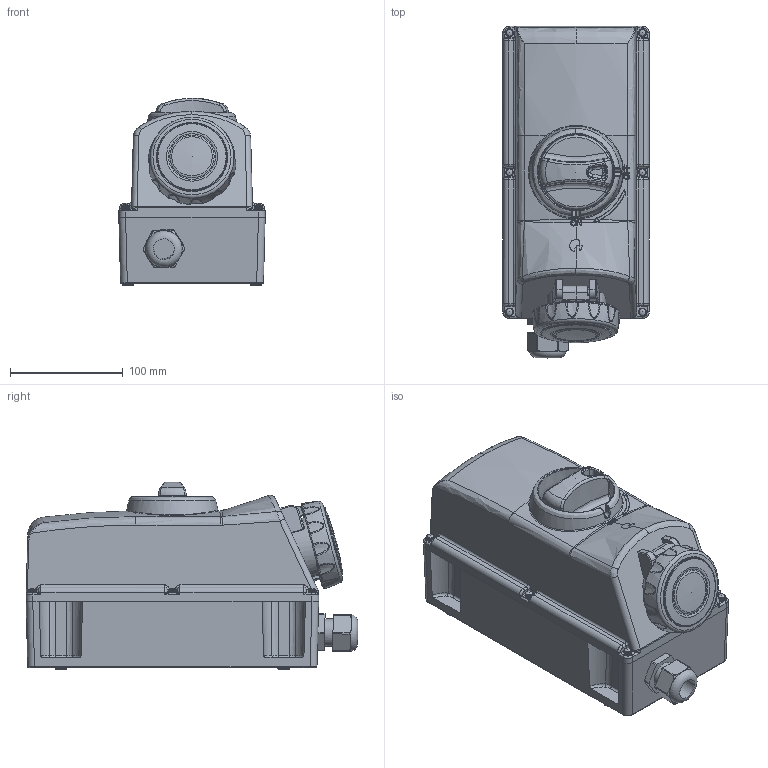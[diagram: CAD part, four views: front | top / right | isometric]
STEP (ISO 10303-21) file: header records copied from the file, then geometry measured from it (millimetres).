
FILE_DESCRIPTION(/* description */ (''),/* implementation_level */ '2;1');
FILE_NAME(/* name */ 'VSIHR20XXX_3P (for customer).stp',/* time_stamp */ '2021-03-02T08:00:07-06:00',/* author */ ('jbergman'),/* organization */ (''),/* preprocessor_version */ 'ST-DEVELOPER v18',/* originating_system */ 'Autodesk Inventor 2020',/* authorisation */ '');
FILE_SCHEMA (('AUTOMOTIVE_DESIGN { 1 0 10303 214 3 1 1 }'));
Products named in the file (1): VSIHR20XXX_3P (for customer)
Bounding box: 130 x 294.92 x 166.8 mm (x, y, z)
Volume: 4099131.9 mm3; surface area: 218385.1 mm2
Topology: 1 solids, 1 shells, 1359 faces, 3545 edges, 2162 vertices
Faces by surface type: bspline 535, plane 332, cylinder 278, torus 141, cone 49, sphere 24
Full cylindrical faces by diameter (mm): 3 x6, 4 x2, 6.8 x6, 18.5 x1, 24.5 x1, 43.4 x1, 61.6 x1, 67 x1
Entity records: 68788 total; most frequent: CARTESIAN_POINT 37277, ORIENTED_EDGE 6980, DIRECTION 5459, EDGE_CURVE 3490, AXIS2_PLACEMENT_3D 2231, VERTEX_POINT 2162, EDGE_LOOP 1408, STYLED_ITEM 1360
